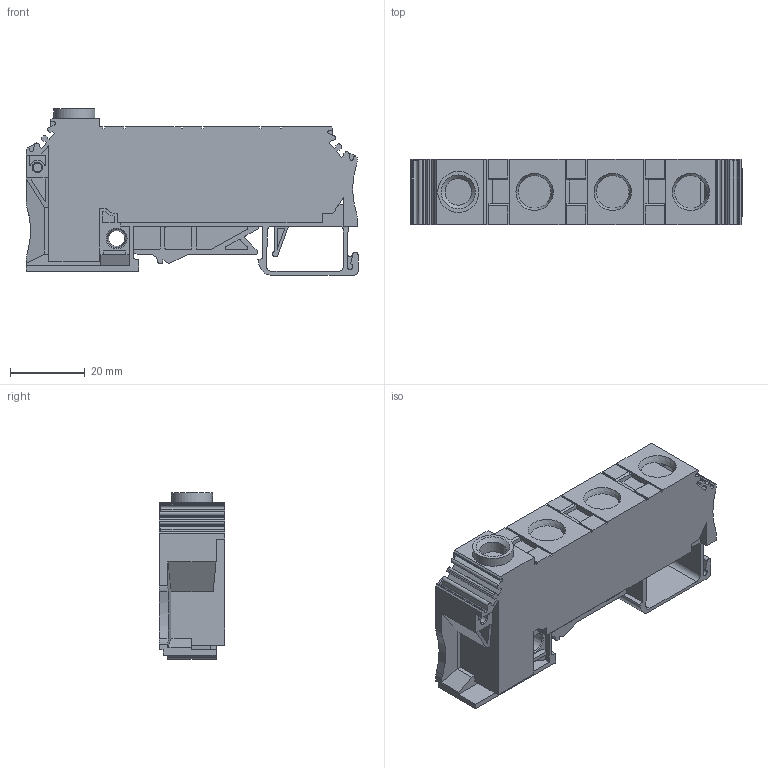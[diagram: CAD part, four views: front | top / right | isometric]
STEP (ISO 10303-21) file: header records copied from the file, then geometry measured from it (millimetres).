
FILE_DESCRIPTION(/* description */ ('Unknown'),/* implementation_level */ '2;1');
FILE_NAME(/* name */ 'DTB35-10',/* time_stamp */ '2016-12-26T13:35:12+05:00',/* author */ ('Unknown'),/* organization */ ('Unknown'),/* preprocessor_version */ 'ST-DEVELOPER v16',/* originating_system */ 'DEX',/* authorisation */ $);
FILE_SCHEMA (('AUTOMOTIVE_DESIGN {1 0 10303 214 3 1 1}'));
Length unit declared in the file: millimetre
Products named in the file (1): DTB35-10H
Bounding box: 89 x 17.5 x 44.55 mm (x, y, z)
Volume: 41968.4 mm3; surface area: 16875 mm2
Topology: 1 solids, 11 shells, 550 faces, 1486 edges, 983 vertices
Faces by surface type: plane 402, cylinder 141, cone 7
Full cylindrical faces by diameter (mm): 1.75 x3, 2 x1, 2.3 x1, 7.1 x1, 11 x1
Entity records: 17085 total; most frequent: CARTESIAN_POINT 2998, ORIENTED_EDGE 2936, DIRECTION 2873, EDGE_CURVE 1468, LINE 1165, VECTOR 1165, VERTEX_POINT 979, AXIS2_PLACEMENT_3D 854
